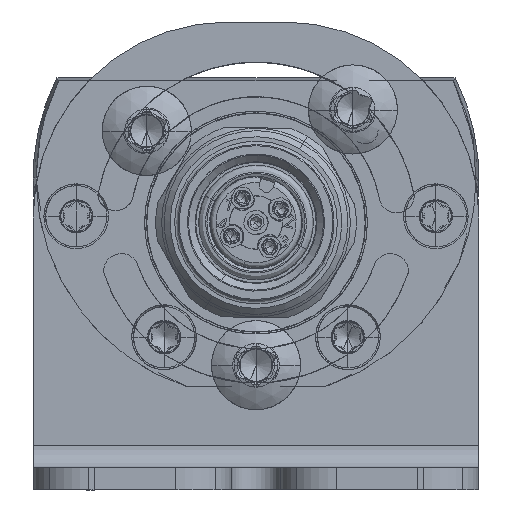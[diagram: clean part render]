
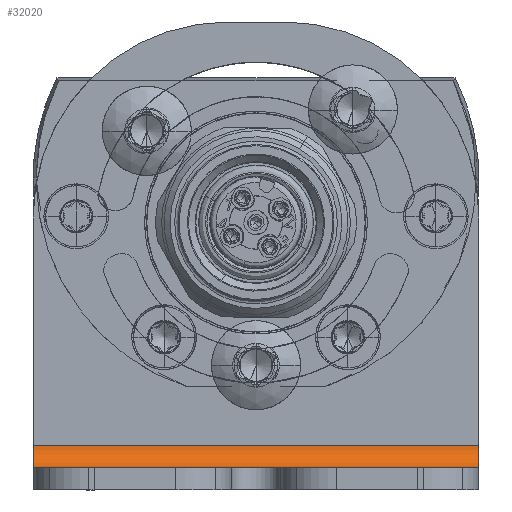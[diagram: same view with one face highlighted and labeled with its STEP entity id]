
A CAD part, front view. The second image highlights one B-rep face of the part: STEP entity #32020.
In plain terms, the highlighted cylindrical face has radius 2 mm (diameter 4 mm), a partial arc.
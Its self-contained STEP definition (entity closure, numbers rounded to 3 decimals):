
#31993=AXIS2_PLACEMENT_3D('Cylinder Axis2P3D',#31990,#31991,#31992) ;
#32006=AXIS2_PLACEMENT_3D('Circle Axis2P3D',#32004,#32005,$) ;
#32011=AXIS2_PLACEMENT_3D('Circle Axis2P3D',#32009,#32010,$) ;
#31576=CARTESIAN_POINT('Vertex',(0.005,23.,4.)) ;
#31579=CARTESIAN_POINT('Line Origine',(20.005,23.,4.)) ;
#31583=CARTESIAN_POINT('Vertex',(40.005,23.,4.)) ;
#31990=CARTESIAN_POINT('Axis2P3D Location',(20.005,21.,4.)) ;
#31995=CARTESIAN_POINT('Line Origine',(20.005,21.,2.)) ;
#31999=CARTESIAN_POINT('Vertex',(40.005,21.,2.)) ;
#32001=CARTESIAN_POINT('Vertex',(0.005,21.,2.)) ;
#32004=CARTESIAN_POINT('Axis2P3D Location',(40.005,21.,4.)) ;
#32009=CARTESIAN_POINT('Axis2P3D Location',(0.005,21.,4.)) ;
#31580=DIRECTION('Vector Direction',(1.,0.,0.)) ;
#31991=DIRECTION('Axis2P3D Direction',(-1.,0.,0.)) ;
#31992=DIRECTION('Axis2P3D XDirection',(0.,1.,0.)) ;
#31996=DIRECTION('Vector Direction',(-1.,0.,0.)) ;
#32005=DIRECTION('Axis2P3D Direction',(-1.,0.,0.)) ;
#32010=DIRECTION('Axis2P3D Direction',(-1.,0.,0.)) ;
#31581=VECTOR('Line Direction',#31580,1.) ;
#31997=VECTOR('Line Direction',#31996,1.) ;
#32015=ORIENTED_EDGE('',*,*,#32003,.F.) ;
#32016=ORIENTED_EDGE('',*,*,#32008,.T.) ;
#32017=ORIENTED_EDGE('',*,*,#31585,.F.) ;
#32018=ORIENTED_EDGE('',*,*,#32013,.F.) ;
#32020=ADVANCED_FACE('Hauptkoerper',(#32019),#31994,.F.) ;
#32007=CIRCLE('generated circle',#32006,2.) ;
#32012=CIRCLE('generated circle',#32011,2.) ;
#31994=CYLINDRICAL_SURFACE('generated cylinder',#31993,2.) ;
#31585=EDGE_CURVE('',#31577,#31584,#31582,.T.) ;
#32003=EDGE_CURVE('',#32000,#32002,#31998,.T.) ;
#32008=EDGE_CURVE('',#32000,#31584,#32007,.F.) ;
#32013=EDGE_CURVE('',#32002,#31577,#32012,.F.) ;
#32014=EDGE_LOOP('',(#32015,#32016,#32017,#32018)) ;
#32019=FACE_OUTER_BOUND('',#32014,.T.) ;
#31582=LINE('Line',#31579,#31581) ;
#31998=LINE('Line',#31995,#31997) ;
#31577=VERTEX_POINT('',#31576) ;
#31584=VERTEX_POINT('',#31583) ;
#32000=VERTEX_POINT('',#31999) ;
#32002=VERTEX_POINT('',#32001) ;
